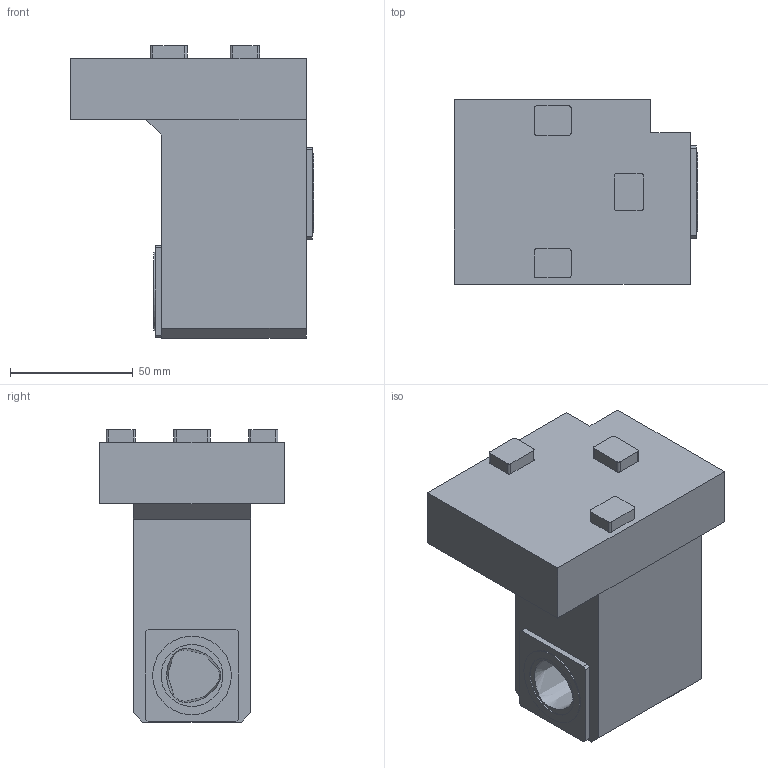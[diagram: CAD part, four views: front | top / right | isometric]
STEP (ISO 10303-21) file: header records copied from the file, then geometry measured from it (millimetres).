
FILE_DESCRIPTION(/* description */ (''),/* implementation_level */ '2;1');
FILE_NAME(/* name */ '1577082842546.stp',/* time_stamp */ '2019-12-23T12:04:11+06:00',/* author */ (''),/* organization */ ('SMS'),/* preprocessor_version */ 'ST-DEVELOPER v16.7',/* originating_system */ 'SIEMENS PLM Software NX 12.0',/* authorisation */ '');
FILE_SCHEMA (('AUTOMOTIVE_DESIGN { 1 0 10303 214 3 1 1 1 }'));
Length unit declared in the file: millimetre
Products named in the file (1): 200834745mod000_02
Bounding box: 99 x 75 x 119 mm (x, y, z)
Volume: 423976.9 mm3; surface area: 45264.1 mm2
Topology: 1 solids, 1 shells, 75 faces, 195 edges, 139 vertices
Faces by surface type: plane 55, cylinder 18, bspline 2
Full cylindrical faces by diameter (mm): 2 x2, 25.2 x2, 32 x2
Entity records: 2692 total; most frequent: CARTESIAN_POINT 826, ORIENTED_EDGE 364, DIRECTION 356, EDGE_CURVE 182, LINE 132, VECTOR 132, VERTEX_POINT 130, AXIS2_PLACEMENT_3D 112
